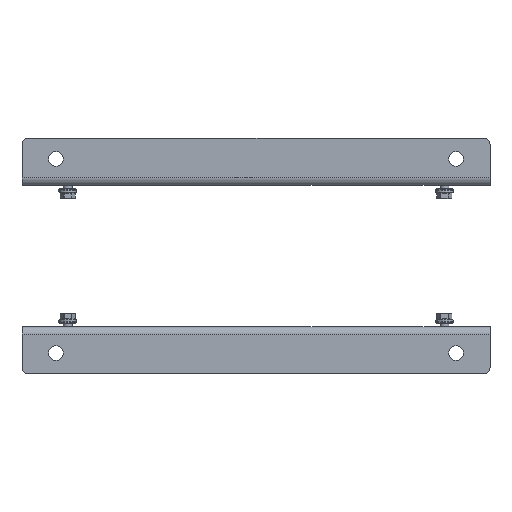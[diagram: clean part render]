
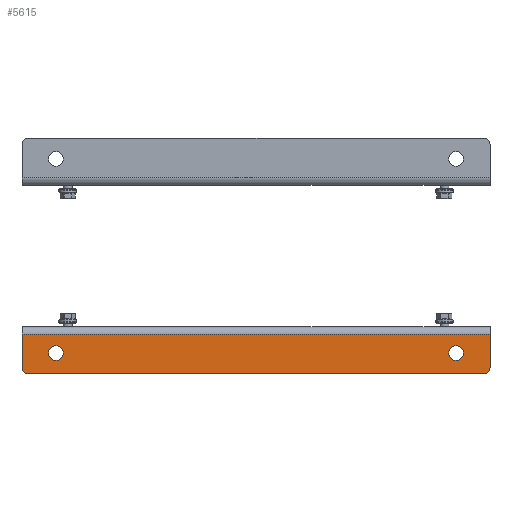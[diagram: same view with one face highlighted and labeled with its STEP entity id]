
A CAD part, top view. The second image highlights one B-rep face of the part: STEP entity #5615.
In plain terms, the highlighted planar face has unit normal (0, 0, 1).
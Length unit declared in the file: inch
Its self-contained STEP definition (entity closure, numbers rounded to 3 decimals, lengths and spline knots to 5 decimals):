
#363 = CARTESIAN_POINT ( 'NONE',  ( 1.7525, -0.93824, -1.68976 ) ) ;
#419 = VERTEX_POINT ( 'NONE', #19035 ) ;
#565 = LINE ( 'NONE', #23944, #18555 ) ;
#1326 = CARTESIAN_POINT ( 'NONE',  ( 0., -1.81324, -1.68976 ) ) ;
#1952 = CIRCLE ( 'NONE', #22680, 0.3125 ) ;
#2923 = CARTESIAN_POINT ( 'NONE',  ( 18.7475, -0.93824, -1.68976 ) ) ;
#3037 = DIRECTION ( 'NONE',  ( 1., 0., 0. ) ) ;
#3321 = DIRECTION ( 'NONE',  ( 0., 0., -1. ) ) ;
#3481 = PLANE ( 'NONE',  #14925 ) ;
#3611 = CARTESIAN_POINT ( 'NONE',  ( 1.44, -0.93824, -1.68976 ) ) ;
#5195 = EDGE_CURVE ( 'NONE', #419, #12046, #15610, .T. ) ;
#5615 = ADVANCED_FACE ( 'NONE', ( #20964, #20583, #21088 ), #3481, .F. ) ;
#5658 = DIRECTION ( 'NONE',  ( 1., 0., 0. ) ) ;
#6038 = EDGE_CURVE ( 'NONE', #18757, #18757, #1952, .T. ) ;
#6202 = VECTOR ( 'NONE', #23437, 39.37008 ) ;
#6396 = AXIS2_PLACEMENT_3D ( 'NONE', #3611, #23400, #5658 ) ;
#6561 = DIRECTION ( 'NONE',  ( 0., -1., 0. ) ) ;
#6631 = EDGE_CURVE ( 'NONE', #22126, #19059, #565, .T. ) ;
#6911 = CARTESIAN_POINT ( 'NONE',  ( 19.875, -1.56324, -1.68976 ) ) ;
#7418 = DIRECTION ( 'NONE',  ( 1., 0., 0. ) ) ;
#7438 = ORIENTED_EDGE ( 'NONE', *, *, #6038, .F. ) ;
#9759 = AXIS2_PLACEMENT_3D ( 'NONE', #20807, #3321, #22984 ) ;
#10758 = DIRECTION ( 'NONE',  ( 0., 0., -1. ) ) ;
#10949 = CARTESIAN_POINT ( 'NONE',  ( 0., -1.81324, -1.68976 ) ) ;
#11851 = VERTEX_POINT ( 'NONE', #25222 ) ;
#12046 = VERTEX_POINT ( 'NONE', #17387 ) ;
#12872 = DIRECTION ( 'NONE',  ( 0., 1., 0. ) ) ;
#13934 = VECTOR ( 'NONE', #7418, 39.37008 ) ;
#13970 = CARTESIAN_POINT ( 'NONE',  ( 0.25, -1.56324, -1.68976 ) ) ;
#14011 = ORIENTED_EDGE ( 'NONE', *, *, #19183, .F. ) ;
#14379 = AXIS2_PLACEMENT_3D ( 'NONE', #13970, #15751, #15871 ) ;
#14704 = ORIENTED_EDGE ( 'NONE', *, *, #20370, .F. ) ;
#14707 = DIRECTION ( 'NONE',  ( -1., 0., 0. ) ) ;
#14925 = AXIS2_PLACEMENT_3D ( 'NONE', #1326, #10758, #14707 ) ;
#15191 = LINE ( 'NONE', #24920, #13934 ) ;
#15610 = CIRCLE ( 'NONE', #14379, 0.25 ) ;
#15751 = DIRECTION ( 'NONE',  ( 0., 0., -1. ) ) ;
#15871 = DIRECTION ( 'NONE',  ( -1., 0., 0. ) ) ;
#15919 = EDGE_CURVE ( 'NONE', #19059, #21369, #22375, .T. ) ;
#16168 = ORIENTED_EDGE ( 'NONE', *, *, #15919, .F. ) ;
#16278 = VECTOR ( 'NONE', #12872, 39.37008 ) ;
#16285 = EDGE_CURVE ( 'NONE', #12046, #11851, #22564, .T. ) ;
#17321 = EDGE_LOOP ( 'NONE', ( #18976 ) ) ;
#17387 = CARTESIAN_POINT ( 'NONE',  ( 0., -1.56324, -1.68976 ) ) ;
#17552 = ORIENTED_EDGE ( 'NONE', *, *, #5195, .F. ) ;
#18488 = CARTESIAN_POINT ( 'NONE',  ( 18.435, -0.93824, -1.68976 ) ) ;
#18555 = VECTOR ( 'NONE', #6561, 39.37008 ) ;
#18578 = EDGE_CURVE ( 'NONE', #23607, #23607, #21875, .T. ) ;
#18757 = VERTEX_POINT ( 'NONE', #2923 ) ;
#18862 = DIRECTION ( 'NONE',  ( 0., 0., 1. ) ) ;
#18976 = ORIENTED_EDGE ( 'NONE', *, *, #18578, .F. ) ;
#19035 = CARTESIAN_POINT ( 'NONE',  ( 0.25, -1.81324, -1.68976 ) ) ;
#19059 = VERTEX_POINT ( 'NONE', #6911 ) ;
#19183 = EDGE_CURVE ( 'NONE', #11851, #22126, #15191, .T. ) ;
#19474 = LINE ( 'NONE', #19844, #6202 ) ;
#19535 = EDGE_LOOP ( 'NONE', ( #17552, #14704, #16168, #21911, #14011, #20990 ) ) ;
#19844 = CARTESIAN_POINT ( 'NONE',  ( 0., -1.81324, -1.68976 ) ) ;
#20370 = EDGE_CURVE ( 'NONE', #21369, #419, #19474, .T. ) ;
#20583 = FACE_BOUND ( 'NONE', #22199, .T. ) ;
#20807 = CARTESIAN_POINT ( 'NONE',  ( 19.625, -1.56324, -1.68976 ) ) ;
#20964 = FACE_BOUND ( 'NONE', #17321, .T. ) ;
#20990 = ORIENTED_EDGE ( 'NONE', *, *, #16285, .F. ) ;
#21088 = FACE_OUTER_BOUND ( 'NONE', #19535, .T. ) ;
#21369 = VERTEX_POINT ( 'NONE', #22353 ) ;
#21610 = CARTESIAN_POINT ( 'NONE',  ( 19.875, -0.13, -1.68976 ) ) ;
#21875 = CIRCLE ( 'NONE', #6396, 0.3125 ) ;
#21911 = ORIENTED_EDGE ( 'NONE', *, *, #6631, .F. ) ;
#22126 = VERTEX_POINT ( 'NONE', #21610 ) ;
#22199 = EDGE_LOOP ( 'NONE', ( #7438 ) ) ;
#22353 = CARTESIAN_POINT ( 'NONE',  ( 19.625, -1.81324, -1.68976 ) ) ;
#22375 = CIRCLE ( 'NONE', #9759, 0.25 ) ;
#22564 = LINE ( 'NONE', #10949, #16278 ) ;
#22680 = AXIS2_PLACEMENT_3D ( 'NONE', #18488, #18862, #3037 ) ;
#22984 = DIRECTION ( 'NONE',  ( -1., 0., 0. ) ) ;
#23400 = DIRECTION ( 'NONE',  ( 0., 0., 1. ) ) ;
#23437 = DIRECTION ( 'NONE',  ( -1., 0., 0. ) ) ;
#23607 = VERTEX_POINT ( 'NONE', #363 ) ;
#23944 = CARTESIAN_POINT ( 'NONE',  ( 19.875, -1.81324, -1.68976 ) ) ;
#24920 = CARTESIAN_POINT ( 'NONE',  ( 0., -0.13, -1.68976 ) ) ;
#25222 = CARTESIAN_POINT ( 'NONE',  ( 0., -0.13, -1.68976 ) ) ;
